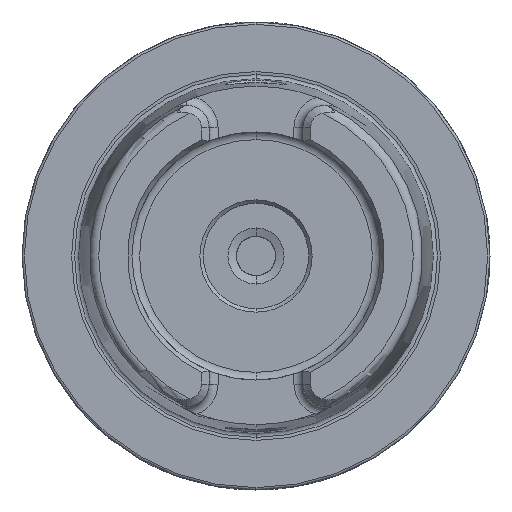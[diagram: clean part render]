
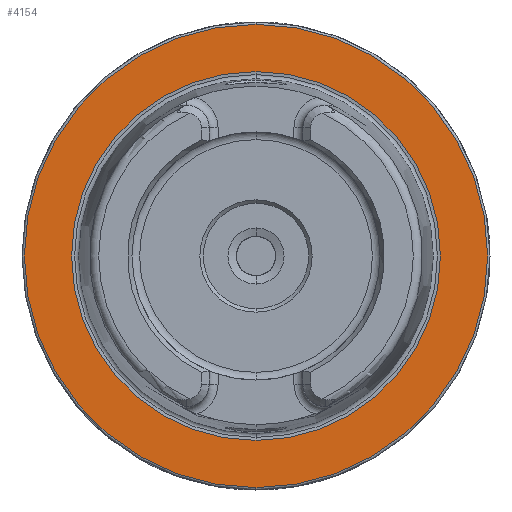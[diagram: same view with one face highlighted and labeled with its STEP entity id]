
A CAD part, left-side view. The second image highlights one B-rep face of the part: STEP entity #4154.
In plain terms, the highlighted planar face has unit normal (-1, 0, 0).
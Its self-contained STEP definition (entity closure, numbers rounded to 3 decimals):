
#48 = FACE_BOUND ( 'NONE', #11391, .T. ) ;
#628 = DIRECTION ( 'NONE',  ( 0., 0., 1. ) ) ;
#838 = VERTEX_POINT ( 'NONE', #3765 ) ;
#1228 = AXIS2_PLACEMENT_3D ( 'NONE', #3242, #6416, #11983 ) ;
#1682 = DIRECTION ( 'NONE',  ( 0., 0., 1. ) ) ;
#1695 = CARTESIAN_POINT ( 'NONE',  ( 0., 49.5, 0. ) ) ;
#2304 = AXIS2_PLACEMENT_3D ( 'NONE', #1695, #7075, #4830 ) ;
#3242 = CARTESIAN_POINT ( 'NONE',  ( 0., 0., 0. ) ) ;
#3587 = CIRCLE ( 'NONE', #9312, 49.5 ) ;
#3765 = CARTESIAN_POINT ( 'NONE',  ( 0., 0., -49.5 ) ) ;
#4083 = CARTESIAN_POINT ( 'NONE',  ( 0., 0., 49.5 ) ) ;
#4154 = ADVANCED_FACE ( 'NONE', ( #48, #13424 ), #11111, .F. ) ;
#4830 = DIRECTION ( 'NONE',  ( 0., 0., -1. ) ) ;
#5249 = AXIS2_PLACEMENT_3D ( 'NONE', #13461, #7062, #1682 ) ;
#6269 = CARTESIAN_POINT ( 'NONE',  ( 0., 0., -39.405 ) ) ;
#6416 = DIRECTION ( 'NONE',  ( -1., 0., 0. ) ) ;
#6874 = ORIENTED_EDGE ( 'NONE', *, *, #12458, .F. ) ;
#7062 = DIRECTION ( 'NONE',  ( -1., 0., 0. ) ) ;
#7075 = DIRECTION ( 'NONE',  ( 1., 0., 0. ) ) ;
#7126 = ORIENTED_EDGE ( 'NONE', *, *, #13714, .F. ) ;
#7333 = AXIS2_PLACEMENT_3D ( 'NONE', #9029, #8015, #628 ) ;
#7998 = EDGE_CURVE ( 'NONE', #838, #8157, #11479, .T. ) ;
#8015 = DIRECTION ( 'NONE',  ( -1., 0., 0. ) ) ;
#8157 = VERTEX_POINT ( 'NONE', #4083 ) ;
#8818 = CARTESIAN_POINT ( 'NONE',  ( 0., 0., 0. ) ) ;
#9029 = CARTESIAN_POINT ( 'NONE',  ( 0., 0., 0. ) ) ;
#9043 = EDGE_CURVE ( 'NONE', #8157, #838, #3587, .T. ) ;
#9312 = AXIS2_PLACEMENT_3D ( 'NONE', #8818, #12989, #13111 ) ;
#10001 = CIRCLE ( 'NONE', #5249, 39.405 ) ;
#10175 = CIRCLE ( 'NONE', #1228, 39.405 ) ;
#11111 = PLANE ( 'NONE',  #2304 ) ;
#11317 = VERTEX_POINT ( 'NONE', #6269 ) ;
#11391 = EDGE_LOOP ( 'NONE', ( #7126, #6874 ) ) ;
#11479 = CIRCLE ( 'NONE', #7333, 49.5 ) ;
#11780 = ORIENTED_EDGE ( 'NONE', *, *, #7998, .T. ) ;
#11946 = EDGE_LOOP ( 'NONE', ( #12969, #11780 ) ) ;
#11983 = DIRECTION ( 'NONE',  ( 0., 0., 1. ) ) ;
#12458 = EDGE_CURVE ( 'NONE', #11317, #13069, #10001, .T. ) ;
#12764 = CARTESIAN_POINT ( 'NONE',  ( 0., 0., 39.405 ) ) ;
#12969 = ORIENTED_EDGE ( 'NONE', *, *, #9043, .T. ) ;
#12989 = DIRECTION ( 'NONE',  ( -1., 0., 0. ) ) ;
#13069 = VERTEX_POINT ( 'NONE', #12764 ) ;
#13111 = DIRECTION ( 'NONE',  ( 0., 0., 1. ) ) ;
#13424 = FACE_OUTER_BOUND ( 'NONE', #11946, .T. ) ;
#13461 = CARTESIAN_POINT ( 'NONE',  ( 0., 0., 0. ) ) ;
#13714 = EDGE_CURVE ( 'NONE', #13069, #11317, #10175, .T. ) ;
